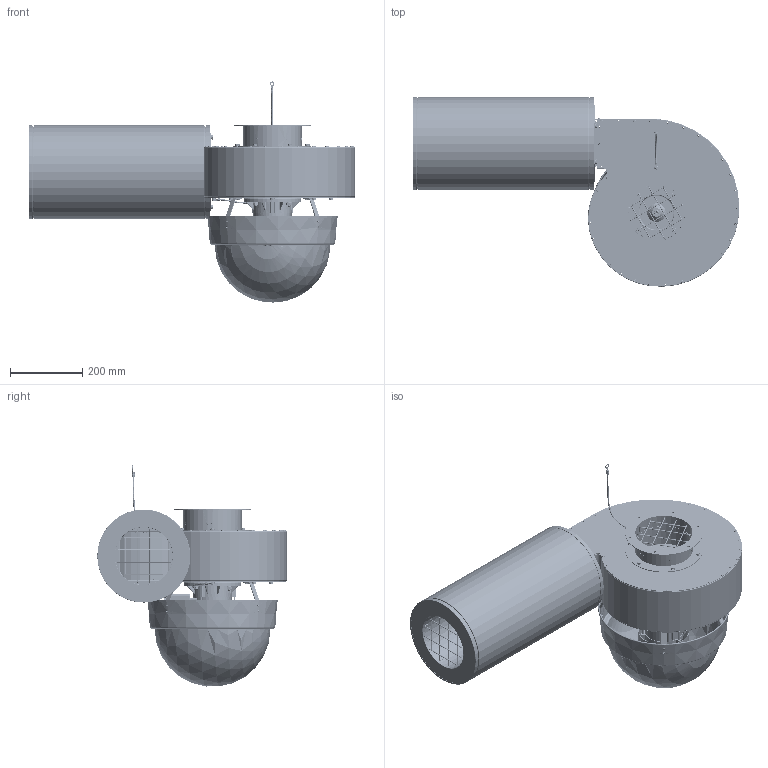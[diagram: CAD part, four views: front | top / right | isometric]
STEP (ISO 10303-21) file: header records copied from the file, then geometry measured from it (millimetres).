
FILE_DESCRIPTION(/* description */ ('888W09 WPA-5-D-N/Ex','CAx-IF Rec.Pracs.---Representation and Presentation of Product Manufacturing Information (PMI)---4.0---2014-10-13'),/* implementation_level */ '2;1');
FILE_NAME(/* name */ '888W09 WPA-5-D-N_Ex @ Wylot poziomo.stp',/* time_stamp */ '2022-05-09T10:52:14+02:00',/* author */ ('b.kitowicz'),/* organization */ ('KLIMAWENT S.A.'),/* preprocessor_version */ 'ST-DEVELOPER v18.1',/* originating_system */ 'Autodesk Inventor 2021',/* authorisation */ '');
FILE_SCHEMA (('AP242_MANAGED_MODEL_BASED_3D_ENGINEERING_MIM_LF { 1 0 10303 442 1 1 4 }'));
Length unit declared in the file: millimetre
Products named in the file (1): ~~
Bounding box: 903.6 x 524.16 x 611.36 mm (x, y, z)
Volume: 19503457.9 mm3; surface area: 2735165.2 mm2
Topology: 22 solids, 22 shells, 5994 faces, 14931 edges, 9726 vertices
Faces by surface type: plane 3009, bspline 1168, cylinder 1150, cone 387, torus 253, sphere 27
Full cylindrical faces by diameter (mm): 2 x69, 2.3 x1, 2.4 x8, 3 x24, 3.2 x78, 3.3 x15, 3.4 x7, 3.5 x82, 4 x12, 4.3 x8, 4.5 x4, 4.8 x3, 4.917 x1, 5.5 x4, 6 x36, 6.1 x1, 6.4 x2, 6.5 x93, 7 x14, 7.92 x8, 8 x16, 8.4 x1, 8.5 x1, 8.88 x14, 8.92 x6, 9 x4, 10 x4, 11.63 x8, 12.5 x1, 14 x1
Entity records: 201249 total; most frequent: CARTESIAN_POINT 57444, ORIENTED_EDGE 29834, DIRECTION 25801, EDGE_CURVE 14917, VERTEX_POINT 9754, AXIS2_PLACEMENT_3D 8981, LINE 7839, VECTOR 7839
